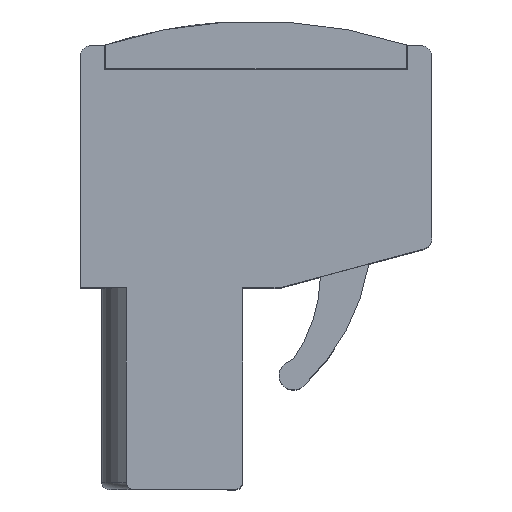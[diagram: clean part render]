
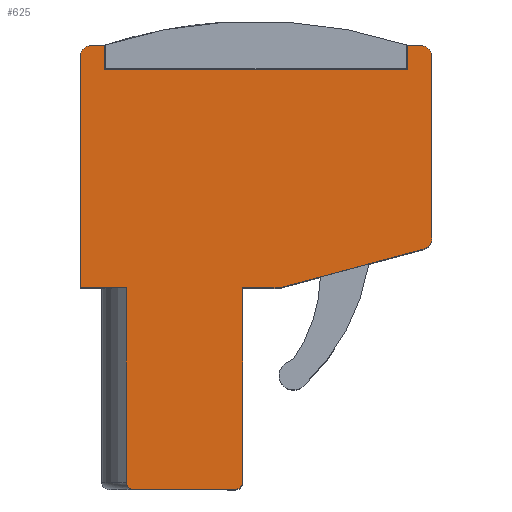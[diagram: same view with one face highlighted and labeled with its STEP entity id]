
A CAD part, top view. The second image highlights one B-rep face of the part: STEP entity #625.
In plain terms, the highlighted planar face has unit normal (0, 0, 1).
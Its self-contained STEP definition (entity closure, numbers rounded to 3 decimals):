
#36 = ORIENTED_EDGE ( 'NONE', *, *, #7076, .T. ) ;
#158 = EDGE_CURVE ( 'NONE', #6504, #2783, #8261, .T. ) ;
#190 = CARTESIAN_POINT ( 'NONE',  ( 2.9, 8.3, 2.54 ) ) ;
#357 = CARTESIAN_POINT ( 'NONE',  ( -3.8, 18.3, 2.54 ) ) ;
#378 = ORIENTED_EDGE ( 'NONE', *, *, #1474, .T. ) ;
#414 = CIRCLE ( 'NONE', #3962, 0.5 ) ;
#462 = CARTESIAN_POINT ( 'NONE',  ( -1.9, 0., 2.54 ) ) ;
#597 = CARTESIAN_POINT ( 'NONE',  ( 9.7, 18.3, 2.54 ) ) ;
#625 = ADVANCED_FACE ( 'NONE', ( #3827 ), #1196, .T. ) ;
#631 = CIRCLE ( 'NONE', #7815, 0.5 ) ;
#684 = VERTEX_POINT ( 'NONE', #597 ) ;
#803 = ORIENTED_EDGE ( 'NONE', *, *, #9237, .F. ) ;
#971 = LINE ( 'NONE', #2942, #5399 ) ;
#1100 = DIRECTION ( 'NONE',  ( 0.966, 0.259, 0. ) ) ;
#1146 = VERTEX_POINT ( 'NONE', #1424 ) ;
#1196 = PLANE ( 'NONE',  #3190 ) ;
#1215 = EDGE_CURVE ( 'NONE', #10490, #9934, #8109, .T. ) ;
#1245 = ORIENTED_EDGE ( 'NONE', *, *, #4358, .T. ) ;
#1375 = CARTESIAN_POINT ( 'NONE',  ( -2.8, 18.3, 2.54 ) ) ;
#1408 = DIRECTION ( 'NONE',  ( 0., -1., 0. ) ) ;
#1417 = CARTESIAN_POINT ( 'NONE',  ( 10.2, 10.372, 2.54 ) ) ;
#1424 = CARTESIAN_POINT ( 'NONE',  ( 2.6, 0., 2.54 ) ) ;
#1474 = EDGE_CURVE ( 'NONE', #7298, #4305, #3720, .T. ) ;
#1544 = CARTESIAN_POINT ( 'NONE',  ( -1.6, 0., 2.54 ) ) ;
#1654 = CARTESIAN_POINT ( 'NONE',  ( 2.6, 0.3, 2.54 ) ) ;
#1761 = LINE ( 'NONE', #462, #5941 ) ;
#1847 = VECTOR ( 'NONE', #8390, 1000. ) ;
#1862 = VECTOR ( 'NONE', #10081, 1000. ) ;
#1940 = DIRECTION ( 'NONE',  ( 0., 0., 1. ) ) ;
#2006 = VERTEX_POINT ( 'NONE', #8506 ) ;
#2058 = LINE ( 'NONE', #4454, #8728 ) ;
#2138 = AXIS2_PLACEMENT_3D ( 'NONE', #1417, #7277, #2280 ) ;
#2229 = LINE ( 'NONE', #7874, #8361 ) ;
#2280 = DIRECTION ( 'NONE',  ( 1., 0., 0. ) ) ;
#2406 = DIRECTION ( 'NONE',  ( 1., 0., 0. ) ) ;
#2433 = CARTESIAN_POINT ( 'NONE',  ( -2.8, 18.3, 2.54 ) ) ;
#2451 = CARTESIAN_POINT ( 'NONE',  ( 10.329, 9.889, 2.54 ) ) ;
#2474 = ORIENTED_EDGE ( 'NONE', *, *, #10208, .F. ) ;
#2513 = DIRECTION ( 'NONE',  ( 1., 0., 0. ) ) ;
#2641 = LINE ( 'NONE', #9126, #7344 ) ;
#2687 = EDGE_CURVE ( 'NONE', #2006, #684, #10104, .T. ) ;
#2705 = ORIENTED_EDGE ( 'NONE', *, *, #4478, .T. ) ;
#2783 = VERTEX_POINT ( 'NONE', #9976 ) ;
#2796 = VERTEX_POINT ( 'NONE', #10768 ) ;
#2819 = LINE ( 'NONE', #357, #3089 ) ;
#2919 = DIRECTION ( 'NONE',  ( 0., 0., 1. ) ) ;
#2942 = CARTESIAN_POINT ( 'NONE',  ( 9.7, 18.3, 2.54 ) ) ;
#2967 = DIRECTION ( 'NONE',  ( 0., 1., 0. ) ) ;
#3002 = CARTESIAN_POINT ( 'NONE',  ( 10.7, 18.3, 2.54 ) ) ;
#3089 = VECTOR ( 'NONE', #5347, 1000. ) ;
#3162 = CARTESIAN_POINT ( 'NONE',  ( -3.8, 8.3, 2.54 ) ) ;
#3190 = AXIS2_PLACEMENT_3D ( 'NONE', #7917, #2919, #8767 ) ;
#3197 = DIRECTION ( 'NONE',  ( 1., 0., 0. ) ) ;
#3262 = ORIENTED_EDGE ( 'NONE', *, *, #10003, .T. ) ;
#3287 = CARTESIAN_POINT ( 'NONE',  ( -3.3, 17.8, 2.54 ) ) ;
#3408 = CARTESIAN_POINT ( 'NONE',  ( -1.9, 0., 2.54 ) ) ;
#3452 = VECTOR ( 'NONE', #7401, 1000. ) ;
#3567 = EDGE_CURVE ( 'NONE', #7298, #7314, #1761, .T. ) ;
#3618 = EDGE_CURVE ( 'NONE', #4352, #9825, #10116, .T. ) ;
#3653 = VECTOR ( 'NONE', #3197, 1000. ) ;
#3708 = DIRECTION ( 'NONE',  ( 1., 0., 0. ) ) ;
#3720 = CIRCLE ( 'NONE', #7734, 0.3 ) ;
#3787 = DIRECTION ( 'NONE',  ( 0., 0., 1. ) ) ;
#3795 = CIRCLE ( 'NONE', #7317, 0.3 ) ;
#3827 = FACE_OUTER_BOUND ( 'NONE', #5337, .T. ) ;
#3962 = AXIS2_PLACEMENT_3D ( 'NONE', #3287, #9130, #4129 ) ;
#4082 = LINE ( 'NONE', #7508, #1847 ) ;
#4129 = DIRECTION ( 'NONE',  ( 1., 0., 0. ) ) ;
#4147 = VECTOR ( 'NONE', #2406, 1000. ) ;
#4305 = VERTEX_POINT ( 'NONE', #1544 ) ;
#4352 = VERTEX_POINT ( 'NONE', #2433 ) ;
#4358 = EDGE_CURVE ( 'NONE', #2783, #9018, #2641, .T. ) ;
#4454 = CARTESIAN_POINT ( 'NONE',  ( 4.4, 8.3, 2.54 ) ) ;
#4478 = EDGE_CURVE ( 'NONE', #2796, #10490, #4082, .T. ) ;
#4952 = DIRECTION ( 'NONE',  ( 0., 1., 0. ) ) ;
#5083 = ORIENTED_EDGE ( 'NONE', *, *, #7125, .T. ) ;
#5222 = CARTESIAN_POINT ( 'NONE',  ( 9.7, 17.3, 2.54 ) ) ;
#5337 = EDGE_LOOP ( 'NONE', ( #6474, #378, #803, #5083, #2705, #10368, #8214, #7990, #1245, #3262, #5679, #7988, #2474, #9140, #6165, #36, #9787, #10820 ) ) ;
#5347 = DIRECTION ( 'NONE',  ( 0., -1., 0. ) ) ;
#5399 = VECTOR ( 'NONE', #8800, 1000. ) ;
#5675 = VECTOR ( 'NONE', #8858, 1000. ) ;
#5679 = ORIENTED_EDGE ( 'NONE', *, *, #2687, .T. ) ;
#5863 = EDGE_CURVE ( 'NONE', #9934, #6504, #2058, .T. ) ;
#5921 = VECTOR ( 'NONE', #1408, 1000. ) ;
#5941 = VECTOR ( 'NONE', #2967, 1000. ) ;
#6087 = LINE ( 'NONE', #9097, #4147 ) ;
#6165 = ORIENTED_EDGE ( 'NONE', *, *, #3618, .T. ) ;
#6188 = LINE ( 'NONE', #1375, #5921 ) ;
#6474 = ORIENTED_EDGE ( 'NONE', *, *, #3567, .F. ) ;
#6480 = VERTEX_POINT ( 'NONE', #7455 ) ;
#6504 = VERTEX_POINT ( 'NONE', #2451 ) ;
#6651 = VERTEX_POINT ( 'NONE', #5222 ) ;
#6921 = EDGE_CURVE ( 'NONE', #4352, #6480, #6188, .T. ) ;
#6922 = CARTESIAN_POINT ( 'NONE',  ( -1.6, 0.3, 2.54 ) ) ;
#7022 = CARTESIAN_POINT ( 'NONE',  ( -1.9, 8.3, 2.54 ) ) ;
#7076 = EDGE_CURVE ( 'NONE', #9825, #7817, #414, .T. ) ;
#7125 = EDGE_CURVE ( 'NONE', #1146, #2796, #3795, .T. ) ;
#7277 = DIRECTION ( 'NONE',  ( 0., 0., 1. ) ) ;
#7298 = VERTEX_POINT ( 'NONE', #10355 ) ;
#7311 = EDGE_CURVE ( 'NONE', #8031, #7314, #2229, .T. ) ;
#7314 = VERTEX_POINT ( 'NONE', #7022 ) ;
#7317 = AXIS2_PLACEMENT_3D ( 'NONE', #1654, #7515, #2513 ) ;
#7344 = VECTOR ( 'NONE', #4952, 1000. ) ;
#7401 = DIRECTION ( 'NONE',  ( -1., 0., 0. ) ) ;
#7455 = CARTESIAN_POINT ( 'NONE',  ( -2.8, 17.3, 2.54 ) ) ;
#7508 = CARTESIAN_POINT ( 'NONE',  ( 2.9, 0., 2.54 ) ) ;
#7515 = DIRECTION ( 'NONE',  ( 0., 0., 1. ) ) ;
#7734 = AXIS2_PLACEMENT_3D ( 'NONE', #6922, #1940, #7774 ) ;
#7774 = DIRECTION ( 'NONE',  ( 1., 0., 0. ) ) ;
#7815 = AXIS2_PLACEMENT_3D ( 'NONE', #8817, #3787, #9653 ) ;
#7817 = VERTEX_POINT ( 'NONE', #9348 ) ;
#7824 = CARTESIAN_POINT ( 'NONE',  ( 10.7, 17.8, 2.54 ) ) ;
#7874 = CARTESIAN_POINT ( 'NONE',  ( -3.8, 8.3, 2.54 ) ) ;
#7917 = CARTESIAN_POINT ( 'NONE',  ( 0., 0., 2.54 ) ) ;
#7950 = CARTESIAN_POINT ( 'NONE',  ( -3.8, 8.3, 2.54 ) ) ;
#7988 = ORIENTED_EDGE ( 'NONE', *, *, #9053, .F. ) ;
#7990 = ORIENTED_EDGE ( 'NONE', *, *, #158, .T. ) ;
#8031 = VERTEX_POINT ( 'NONE', #7950 ) ;
#8109 = LINE ( 'NONE', #3162, #3653 ) ;
#8214 = ORIENTED_EDGE ( 'NONE', *, *, #5863, .T. ) ;
#8245 = CARTESIAN_POINT ( 'NONE',  ( 10.7, 18.3, 2.54 ) ) ;
#8261 = CIRCLE ( 'NONE', #2138, 0.5 ) ;
#8361 = VECTOR ( 'NONE', #3708, 1000. ) ;
#8390 = DIRECTION ( 'NONE',  ( 0., 1., 0. ) ) ;
#8506 = CARTESIAN_POINT ( 'NONE',  ( 10.2, 18.3, 2.54 ) ) ;
#8728 = VECTOR ( 'NONE', #1100, 1000. ) ;
#8767 = DIRECTION ( 'NONE',  ( 1., 0., 0. ) ) ;
#8800 = DIRECTION ( 'NONE',  ( 0., 1., 0. ) ) ;
#8817 = CARTESIAN_POINT ( 'NONE',  ( 10.2, 17.8, 2.54 ) ) ;
#8858 = DIRECTION ( 'NONE',  ( -1., 0., 0. ) ) ;
#9018 = VERTEX_POINT ( 'NONE', #7824 ) ;
#9053 = EDGE_CURVE ( 'NONE', #6651, #684, #971, .T. ) ;
#9097 = CARTESIAN_POINT ( 'NONE',  ( -2.8, 17.3, 2.54 ) ) ;
#9126 = CARTESIAN_POINT ( 'NONE',  ( 10.7, 9.988, 2.54 ) ) ;
#9130 = DIRECTION ( 'NONE',  ( 0., 0., 1. ) ) ;
#9140 = ORIENTED_EDGE ( 'NONE', *, *, #6921, .F. ) ;
#9237 = EDGE_CURVE ( 'NONE', #1146, #4305, #10497, .T. ) ;
#9250 = CARTESIAN_POINT ( 'NONE',  ( -3.3, 18.3, 2.54 ) ) ;
#9348 = CARTESIAN_POINT ( 'NONE',  ( -3.8, 17.8, 2.54 ) ) ;
#9430 = CARTESIAN_POINT ( 'NONE',  ( 4.4, 8.3, 2.54 ) ) ;
#9653 = DIRECTION ( 'NONE',  ( 1., 0., 0. ) ) ;
#9787 = ORIENTED_EDGE ( 'NONE', *, *, #10581, .T. ) ;
#9825 = VERTEX_POINT ( 'NONE', #9250 ) ;
#9934 = VERTEX_POINT ( 'NONE', #9430 ) ;
#9976 = CARTESIAN_POINT ( 'NONE',  ( 10.7, 10.372, 2.54 ) ) ;
#10003 = EDGE_CURVE ( 'NONE', #9018, #2006, #631, .T. ) ;
#10081 = DIRECTION ( 'NONE',  ( -1., 0., 0. ) ) ;
#10104 = LINE ( 'NONE', #8245, #3452 ) ;
#10116 = LINE ( 'NONE', #3002, #5675 ) ;
#10208 = EDGE_CURVE ( 'NONE', #6480, #6651, #6087, .T. ) ;
#10355 = CARTESIAN_POINT ( 'NONE',  ( -1.9, 0.3, 2.54 ) ) ;
#10368 = ORIENTED_EDGE ( 'NONE', *, *, #1215, .T. ) ;
#10490 = VERTEX_POINT ( 'NONE', #190 ) ;
#10497 = LINE ( 'NONE', #3408, #1862 ) ;
#10581 = EDGE_CURVE ( 'NONE', #7817, #8031, #2819, .T. ) ;
#10768 = CARTESIAN_POINT ( 'NONE',  ( 2.9, 0.3, 2.54 ) ) ;
#10820 = ORIENTED_EDGE ( 'NONE', *, *, #7311, .T. ) ;
